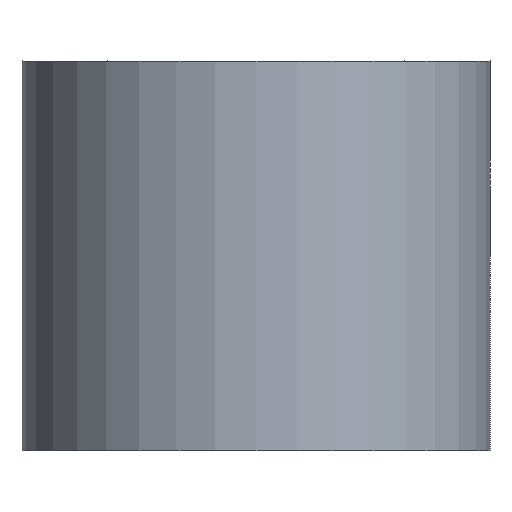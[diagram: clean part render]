
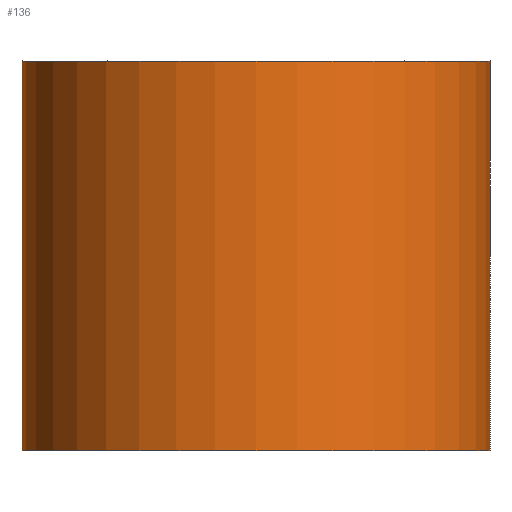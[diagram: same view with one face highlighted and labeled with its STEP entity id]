
A CAD part, front view. The second image highlights one B-rep face of the part: STEP entity #136.
In plain terms, the highlighted cylindrical face has radius 3 mm (diameter 6 mm), a partial arc.
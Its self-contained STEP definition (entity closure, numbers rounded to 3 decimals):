
#1 = CARTESIAN_POINT ( 'NONE',  ( 3., 0., 5. ) ) ;
#12 = VERTEX_POINT ( 'NONE', #76 ) ;
#15 = DIRECTION ( 'NONE',  ( 1., 0., 0. ) ) ;
#18 = DIRECTION ( 'NONE',  ( 1., 0., 0. ) ) ;
#24 = VECTOR ( 'NONE', #69, 1000. ) ;
#37 = AXIS2_PLACEMENT_3D ( 'NONE', #82, #97, #15 ) ;
#41 = EDGE_CURVE ( 'NONE', #122, #150, #98, .T. ) ;
#46 = CARTESIAN_POINT ( 'NONE',  ( -3., 0., 5. ) ) ;
#49 = CIRCLE ( 'NONE', #37, 3. ) ;
#51 = EDGE_CURVE ( 'NONE', #150, #12, #115, .T. ) ;
#66 = CARTESIAN_POINT ( 'NONE',  ( 0., 0., 5. ) ) ;
#67 = EDGE_CURVE ( 'NONE', #122, #90, #198, .T. ) ;
#69 = DIRECTION ( 'NONE',  ( 0., 0., -1. ) ) ;
#71 = AXIS2_PLACEMENT_3D ( 'NONE', #73, #134, #18 ) ;
#73 = CARTESIAN_POINT ( 'NONE',  ( 0., 0., 5. ) ) ;
#76 = CARTESIAN_POINT ( 'NONE',  ( 3., 0., 0. ) ) ;
#80 = CARTESIAN_POINT ( 'NONE',  ( -3., 0., 0. ) ) ;
#82 = CARTESIAN_POINT ( 'NONE',  ( 0., 0., 0. ) ) ;
#85 = CARTESIAN_POINT ( 'NONE',  ( 3., 0., 5. ) ) ;
#87 = EDGE_CURVE ( 'NONE', #90, #12, #49, .T. ) ;
#90 = VERTEX_POINT ( 'NONE', #80 ) ;
#93 = ORIENTED_EDGE ( 'NONE', *, *, #41, .F. ) ;
#97 = DIRECTION ( 'NONE',  ( 0., 0., 1. ) ) ;
#98 = CIRCLE ( 'NONE', #71, 3. ) ;
#99 = AXIS2_PLACEMENT_3D ( 'NONE', #66, #146, #199 ) ;
#112 = DIRECTION ( 'NONE',  ( 0., 0., -1. ) ) ;
#115 = LINE ( 'NONE', #85, #24 ) ;
#120 = ORIENTED_EDGE ( 'NONE', *, *, #67, .T. ) ;
#122 = VERTEX_POINT ( 'NONE', #186 ) ;
#134 = DIRECTION ( 'NONE',  ( 0., 0., 1. ) ) ;
#136 = ADVANCED_FACE ( 'NONE', ( #172 ), #158, .T. ) ;
#138 = ORIENTED_EDGE ( 'NONE', *, *, #87, .T. ) ;
#146 = DIRECTION ( 'NONE',  ( 0., 0., -1. ) ) ;
#150 = VERTEX_POINT ( 'NONE', #1 ) ;
#158 = CYLINDRICAL_SURFACE ( 'NONE', #99, 3. ) ;
#162 = ORIENTED_EDGE ( 'NONE', *, *, #51, .F. ) ;
#168 = VECTOR ( 'NONE', #112, 1000. ) ;
#172 = FACE_OUTER_BOUND ( 'NONE', #177, .T. ) ;
#177 = EDGE_LOOP ( 'NONE', ( #162, #93, #120, #138 ) ) ;
#186 = CARTESIAN_POINT ( 'NONE',  ( -3., 0., 5. ) ) ;
#198 = LINE ( 'NONE', #46, #168 ) ;
#199 = DIRECTION ( 'NONE',  ( -1., 0., 0. ) ) ;
